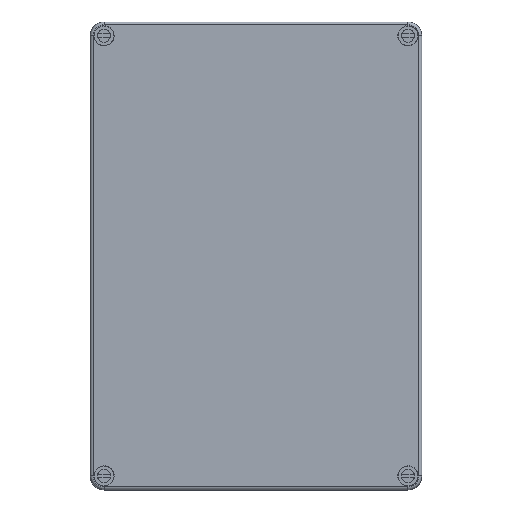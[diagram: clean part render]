
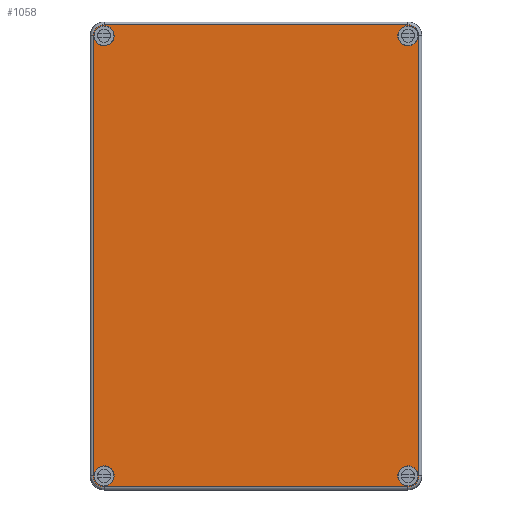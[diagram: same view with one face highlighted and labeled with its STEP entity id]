
A CAD part, top view. The second image highlights one B-rep face of the part: STEP entity #1058.
In plain terms, the highlighted planar face has unit normal (0, 0, 1).
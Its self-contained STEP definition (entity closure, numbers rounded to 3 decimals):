
#1058 = ADVANCED_FACE( '', ( #2472, #2473, #2474, #2475, #2476 ), #2477, .T. );
#2472 = FACE_OUTER_BOUND( '', #4343, .T. );
#2473 = FACE_BOUND( '', #4344, .T. );
#2474 = FACE_BOUND( '', #4345, .T. );
#2475 = FACE_BOUND( '', #4346, .T. );
#2476 = FACE_BOUND( '', #4347, .T. );
#2477 = PLANE( '', #4348 );
#4343 = EDGE_LOOP( '', ( #7190, #7191, #7192, #7193, #7194, #7195, #7196, #7197 ) );
#4344 = EDGE_LOOP( '', ( #7198 ) );
#4345 = EDGE_LOOP( '', ( #7199 ) );
#4346 = EDGE_LOOP( '', ( #7200 ) );
#4347 = EDGE_LOOP( '', ( #7201 ) );
#4348 = AXIS2_PLACEMENT_3D( '', #7202, #7203, #7204 );
#7190 = ORIENTED_EDGE( '', *, *, #11347, .F. );
#7191 = ORIENTED_EDGE( '', *, *, #11200, .F. );
#7192 = ORIENTED_EDGE( '', *, *, #11252, .T. );
#7193 = ORIENTED_EDGE( '', *, *, #11348, .F. );
#7194 = ORIENTED_EDGE( '', *, *, #11349, .T. );
#7195 = ORIENTED_EDGE( '', *, *, #11350, .T. );
#7196 = ORIENTED_EDGE( '', *, *, #11351, .F. );
#7197 = ORIENTED_EDGE( '', *, *, #11352, .T. );
#7198 = ORIENTED_EDGE( '', *, *, #11353, .T. );
#7199 = ORIENTED_EDGE( '', *, *, #11354, .T. );
#7200 = ORIENTED_EDGE( '', *, *, #11355, .T. );
#7201 = ORIENTED_EDGE( '', *, *, #11044, .T. );
#7202 = CARTESIAN_POINT( '', ( 0., 0., 18. ) );
#7203 = DIRECTION( '', ( 0., 0., 1. ) );
#7204 = DIRECTION( '', ( 1., 0., 0. ) );
#11044 = EDGE_CURVE( '', #13348, #13348, #13349, .T. );
#11200 = EDGE_CURVE( '', #13590, #13588, #13592, .T. );
#11252 = EDGE_CURVE( '', #13590, #13669, #13671, .T. );
#11347 = EDGE_CURVE( '', #13588, #13809, #13810, .T. );
#11348 = EDGE_CURVE( '', #13811, #13669, #13812, .T. );
#11349 = EDGE_CURVE( '', #13811, #13813, #13814, .T. );
#11350 = EDGE_CURVE( '', #13813, #13815, #13816, .T. );
#11351 = EDGE_CURVE( '', #13817, #13815, #13818, .T. );
#11352 = EDGE_CURVE( '', #13817, #13809, #13819, .T. );
#11353 = EDGE_CURVE( '', #13820, #13820, #13821, .T. );
#11354 = EDGE_CURVE( '', #13822, #13822, #13823, .T. );
#11355 = EDGE_CURVE( '', #13824, #13824, #13825, .T. );
#13348 = VERTEX_POINT( '', #16453 );
#13349 = CIRCLE( '', #16454, 5.5 );
#13588 = VERTEX_POINT( '', #16760 );
#13590 = VERTEX_POINT( '', #16762 );
#13592 = LINE( '', #16764, #16765 );
#13669 = VERTEX_POINT( '', #16887 );
#13671 = CIRCLE( '', #16889, 5.942 );
#13809 = VERTEX_POINT( '', #17106 );
#13810 = CIRCLE( '', #17107, 5.942 );
#13811 = VERTEX_POINT( '', #17108 );
#13812 = LINE( '', #17109, #17110 );
#13813 = VERTEX_POINT( '', #17111 );
#13814 = CIRCLE( '', #17112, 5.942 );
#13815 = VERTEX_POINT( '', #17113 );
#13816 = LINE( '', #17114, #17115 );
#13817 = VERTEX_POINT( '', #17116 );
#13818 = CIRCLE( '', #17117, 5.942 );
#13819 = LINE( '', #17118, #17119 );
#13820 = VERTEX_POINT( '', #17120 );
#13821 = CIRCLE( '', #17121, 5.5 );
#13822 = VERTEX_POINT( '', #17122 );
#13823 = CIRCLE( '', #17123, 5.5 );
#13824 = VERTEX_POINT( '', #17124 );
#13825 = CIRCLE( '', #17125, 5.5 );
#16453 = CARTESIAN_POINT( '', ( -88., 119.5, 18. ) );
#16454 = AXIS2_PLACEMENT_3D( '', #19656, #19657, #19658 );
#16760 = CARTESIAN_POINT( '', ( -82.5, -125.442, 18. ) );
#16762 = CARTESIAN_POINT( '', ( 82.5, -125.442, 18. ) );
#16764 = CARTESIAN_POINT( '', ( 100., -125.442, 18. ) );
#16765 = VECTOR( '', #19876, 1000. );
#16887 = CARTESIAN_POINT( '', ( 88.442, -119.5, 18. ) );
#16889 = AXIS2_PLACEMENT_3D( '', #19932, #19933, #19934 );
#17106 = CARTESIAN_POINT( '', ( -88.442, -119.5, 18. ) );
#17107 = AXIS2_PLACEMENT_3D( '', #20047, #20048, #20049 );
#17108 = CARTESIAN_POINT( '', ( 88.442, 119.5, 18. ) );
#17109 = CARTESIAN_POINT( '', ( 88.442, 150., 18. ) );
#17110 = VECTOR( '', #20050, 1000. );
#17111 = CARTESIAN_POINT( '', ( 82.5, 125.442, 18. ) );
#17112 = AXIS2_PLACEMENT_3D( '', #20051, #20052, #20053 );
#17113 = CARTESIAN_POINT( '', ( -82.5, 125.442, 18. ) );
#17114 = CARTESIAN_POINT( '', ( 100., 125.442, 18. ) );
#17115 = VECTOR( '', #20054, 1000. );
#17116 = CARTESIAN_POINT( '', ( -88.442, 119.5, 18. ) );
#17117 = AXIS2_PLACEMENT_3D( '', #20055, #20056, #20057 );
#17118 = CARTESIAN_POINT( '', ( -88.442, 150., 18. ) );
#17119 = VECTOR( '', #20058, 1000. );
#17120 = CARTESIAN_POINT( '', ( -88., -119.5, 18. ) );
#17121 = AXIS2_PLACEMENT_3D( '', #20059, #20060, #20061 );
#17122 = CARTESIAN_POINT( '', ( 77., -119.5, 18. ) );
#17123 = AXIS2_PLACEMENT_3D( '', #20062, #20063, #20064 );
#17124 = CARTESIAN_POINT( '', ( 77., 119.5, 18. ) );
#17125 = AXIS2_PLACEMENT_3D( '', #20065, #20066, #20067 );
#19656 = CARTESIAN_POINT( '', ( -82.5, 119.5, 18. ) );
#19657 = DIRECTION( '', ( 0., 0., -1. ) );
#19658 = DIRECTION( '', ( -1., 0., 0. ) );
#19876 = DIRECTION( '', ( -1., 0., 0. ) );
#19932 = CARTESIAN_POINT( '', ( 82.5, -119.5, 18. ) );
#19933 = DIRECTION( '', ( 0., 0., 1. ) );
#19934 = DIRECTION( '', ( 1., 0., 0. ) );
#20047 = CARTESIAN_POINT( '', ( -82.5, -119.5, 18. ) );
#20048 = DIRECTION( '', ( 0., 0., -1. ) );
#20049 = DIRECTION( '', ( -1., 0., 0. ) );
#20050 = DIRECTION( '', ( 0., -1., 0. ) );
#20051 = CARTESIAN_POINT( '', ( 82.5, 119.5, 18. ) );
#20052 = DIRECTION( '', ( 0., 0., 1. ) );
#20053 = DIRECTION( '', ( 1., 0., 0. ) );
#20054 = DIRECTION( '', ( -1., 0., 0. ) );
#20055 = CARTESIAN_POINT( '', ( -82.5, 119.5, 18. ) );
#20056 = DIRECTION( '', ( 0., 0., -1. ) );
#20057 = DIRECTION( '', ( -1., 0., 0. ) );
#20058 = DIRECTION( '', ( 0., -1., 0. ) );
#20059 = CARTESIAN_POINT( '', ( -82.5, -119.5, 18. ) );
#20060 = DIRECTION( '', ( 0., 0., -1. ) );
#20061 = DIRECTION( '', ( -1., 0., 0. ) );
#20062 = CARTESIAN_POINT( '', ( 82.5, -119.5, 18. ) );
#20063 = DIRECTION( '', ( 0., 0., -1. ) );
#20064 = DIRECTION( '', ( -1., 0., 0. ) );
#20065 = CARTESIAN_POINT( '', ( 82.5, 119.5, 18. ) );
#20066 = DIRECTION( '', ( 0., 0., -1. ) );
#20067 = DIRECTION( '', ( -1., 0., 0. ) );
